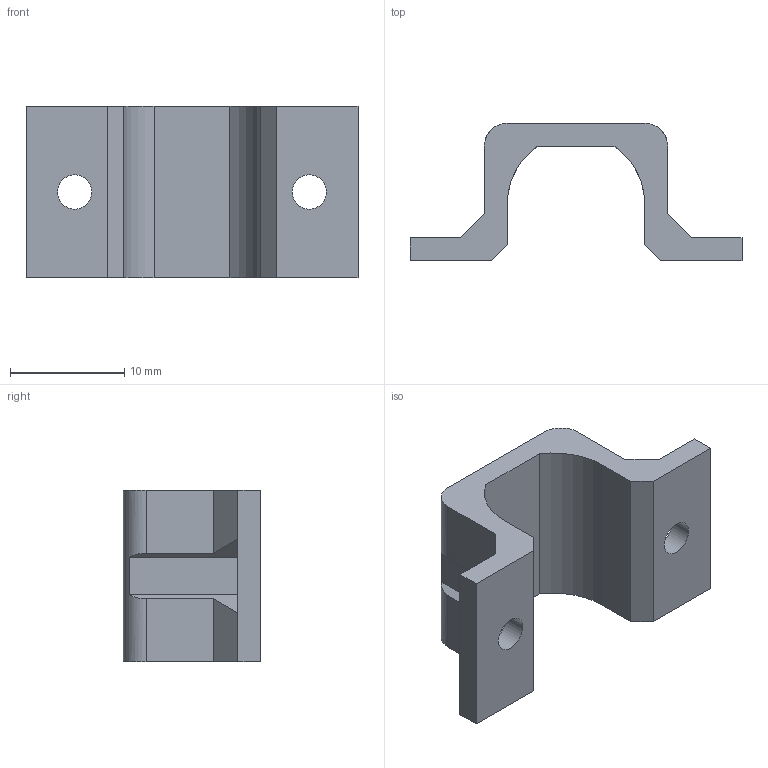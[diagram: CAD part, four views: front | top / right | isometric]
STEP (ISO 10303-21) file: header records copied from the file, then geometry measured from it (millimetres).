
FILE_DESCRIPTION (( 'STEP AP214' ), '1' );
FILE_NAME ('Bracket_Pololu_Micro_GearMotor_01.STEP', '2025-08-25T17:28:09', ( '' ), ( '' ), 'SwSTEP 2.0', 'SolidWorks 2018', '' );
FILE_SCHEMA (( 'AUTOMOTIVE_DESIGN' ));
Length unit declared in the file: millimetre
Products named in the file (1): Bracket_Pololu_Micro_GearMotor_01
Bounding box: 29 x 12 x 15 mm (x, y, z)
Volume: 1508.9 mm3; surface area: 1646.9 mm2
Topology: 1 solids, 1 shells, 36 faces, 102 edges, 68 vertices
Faces by surface type: plane 28, cylinder 8
Entity records: 1204 total; most frequent: CARTESIAN_POINT 219, ORIENTED_EDGE 204, DIRECTION 188, EDGE_CURVE 102, LINE 82, VECTOR 82, VERTEX_POINT 68, AXIS2_PLACEMENT_3D 53
